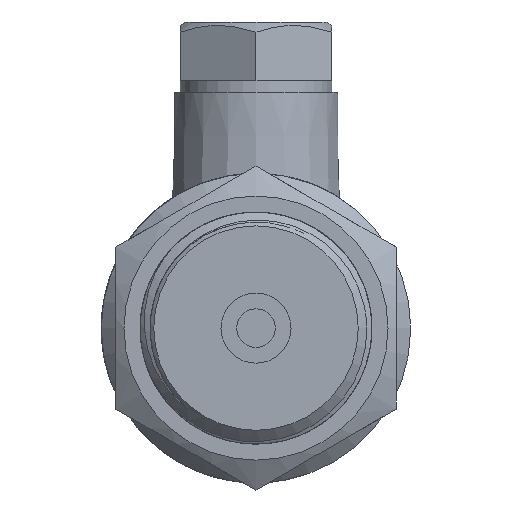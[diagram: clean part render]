
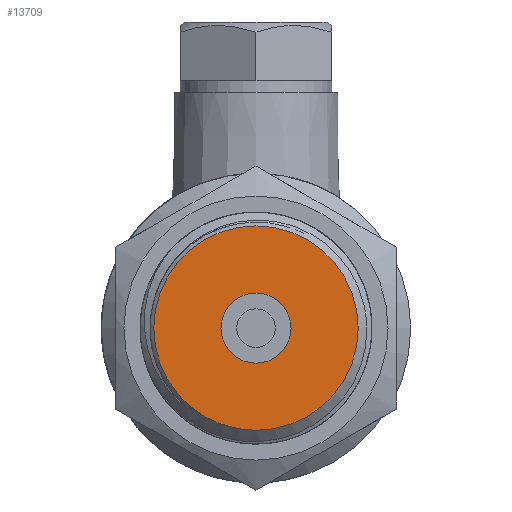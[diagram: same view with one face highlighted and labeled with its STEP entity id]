
A CAD part, left-side view. The second image highlights one B-rep face of the part: STEP entity #13709.
In plain terms, the highlighted planar face has unit normal (-1, 0, 0).
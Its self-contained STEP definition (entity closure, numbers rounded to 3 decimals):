
#434=FACE_BOUND('',#4497,.T.);
#3675=FACE_OUTER_BOUND('',#4496,.T.);
#4496=EDGE_LOOP('',(#11561));
#4497=EDGE_LOOP('',(#11562));
#4858=CIRCLE('',#14275,3.);
#4859=CIRCLE('',#14277,8.75);
#6208=VERTEX_POINT('',#31853);
#6209=VERTEX_POINT('',#31857);
#8073=EDGE_CURVE('',#6208,#6208,#4858,.T.);
#8075=EDGE_CURVE('',#6209,#6209,#4859,.T.);
#11561=ORIENTED_EDGE('',*,*,#8075,.F.);
#11562=ORIENTED_EDGE('',*,*,#8073,.T.);
#13157=PLANE('',#14276);
#13709=ADVANCED_FACE('',(#3675,#434),#13157,.T.);
#14275=AXIS2_PLACEMENT_3D('',#31854,#16054,#16055);
#14276=AXIS2_PLACEMENT_3D('',#31856,#16057,#16058);
#14277=AXIS2_PLACEMENT_3D('',#31858,#16059,#16060);
#16054=DIRECTION('center_axis',(1.,0.,0.));
#16055=DIRECTION('ref_axis',(0.,0.,-1.));
#16057=DIRECTION('center_axis',(-1.,0.,0.));
#16058=DIRECTION('ref_axis',(0.,0.,1.));
#16059=DIRECTION('center_axis',(1.,0.,0.));
#16060=DIRECTION('ref_axis',(0.,0.,-1.));
#31853=CARTESIAN_POINT('',(3.,-3.,0.));
#31854=CARTESIAN_POINT('Origin',(3.,0.,0.));
#31856=CARTESIAN_POINT('Origin',(3.,8.75,0.));
#31857=CARTESIAN_POINT('',(3.,-8.75,0.));
#31858=CARTESIAN_POINT('Origin',(3.,0.,0.));
